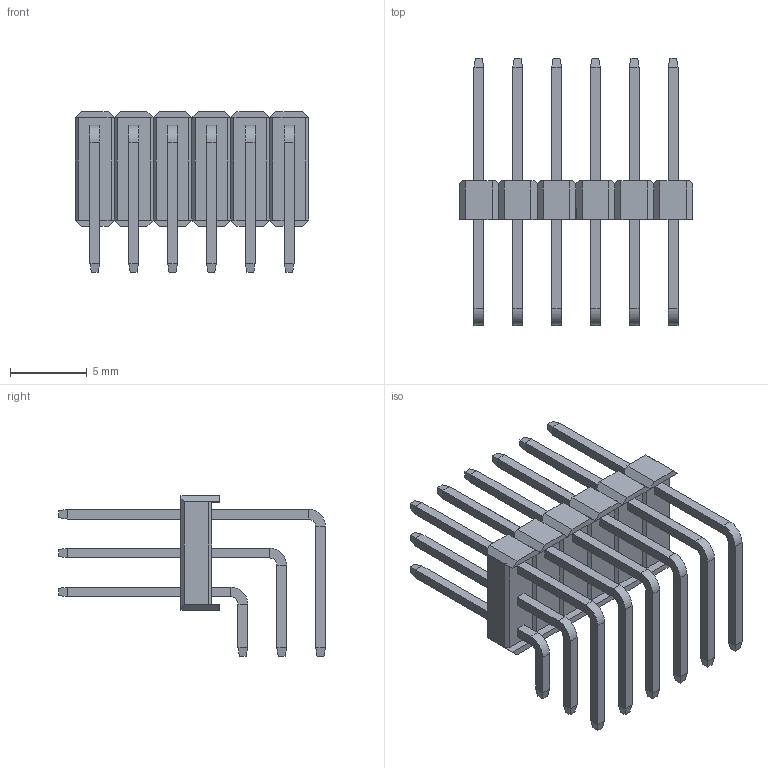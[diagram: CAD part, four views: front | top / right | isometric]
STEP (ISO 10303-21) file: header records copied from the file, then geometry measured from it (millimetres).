
FILE_DESCRIPTION (( 'STEP AP214' ), '1' );
FILE_NAME ('3x6 Male Pin Header Angle.STEP', '2018-11-17T18:45:44', ( 'M.B.I.' ), ( '' ), 'SwSTEP 2.0', '', '' );
FILE_SCHEMA (( 'AUTOMOTIVE_DESIGN' ));
Length unit declared in the file: millimetre
Products named in the file (1): 3x6 Male Pin Header Angle
Bounding box: 15.24 x 17.44 x 10.5 mm (x, y, z)
Volume: 364.7 mm3; surface area: 1407.8 mm2
Topology: 19 solids, 19 shells, 596 faces, 1370 edges, 812 vertices
Faces by surface type: plane 560, cylinder 36
Entity records: 16402 total; most frequent: CARTESIAN_POINT 2779, ORIENTED_EDGE 2740, DIRECTION 2636, EDGE_CURVE 1370, LINE 1298, VECTOR 1298, VERTEX_POINT 812, AXIS2_PLACEMENT_3D 669
